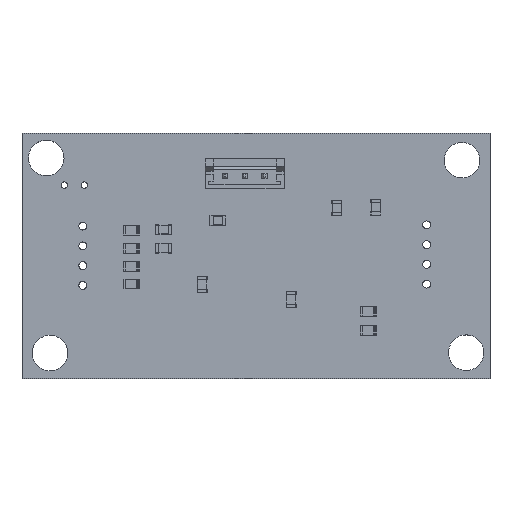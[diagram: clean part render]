
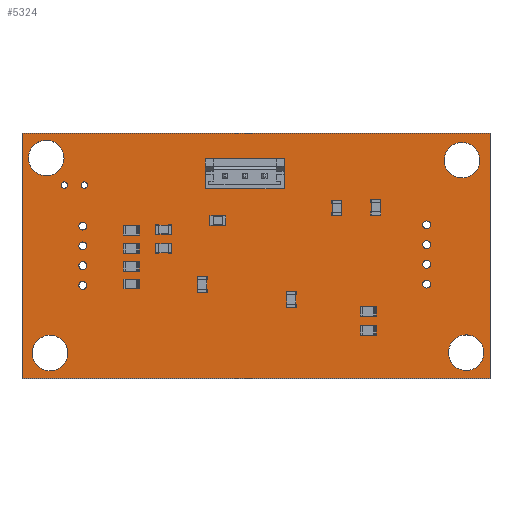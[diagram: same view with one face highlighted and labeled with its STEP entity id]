
A CAD part, top view. The second image highlights one B-rep face of the part: STEP entity #5324.
In plain terms, the highlighted planar face has unit normal (0, 0, 1).
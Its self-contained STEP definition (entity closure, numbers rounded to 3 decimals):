
#5025 = VERTEX_POINT('',#5026);
#5026 = CARTESIAN_POINT('',(202.65,-79.89,1.6));
#5032 = EDGE_CURVE('',#5025,#5033,#5035,.T.);
#5033 = VERTEX_POINT('',#5034);
#5034 = CARTESIAN_POINT('',(143.4,-79.89,1.6));
#5035 = LINE('',#5036,#5037);
#5036 = CARTESIAN_POINT('',(202.65,-79.89,1.6));
#5037 = VECTOR('',#5038,1.);
#5038 = DIRECTION('',(-1.,0.,0.));
#5065 = VERTEX_POINT('',#5066);
#5066 = CARTESIAN_POINT('',(202.65,-48.87,1.6));
#5072 = EDGE_CURVE('',#5065,#5025,#5073,.T.);
#5073 = LINE('',#5074,#5075);
#5074 = CARTESIAN_POINT('',(202.65,-48.87,1.6));
#5075 = VECTOR('',#5076,1.);
#5076 = DIRECTION('',(0.,-1.,0.));
#5094 = EDGE_CURVE('',#5033,#5095,#5097,.T.);
#5095 = VERTEX_POINT('',#5096);
#5096 = CARTESIAN_POINT('',(143.4,-48.87,1.6));
#5097 = LINE('',#5098,#5099);
#5098 = CARTESIAN_POINT('',(143.4,-79.89,1.6));
#5099 = VECTOR('',#5100,1.);
#5100 = DIRECTION('',(0.,1.,0.));
#5324 = ADVANCED_FACE('',(#5325,#5336,#5347,#5358,#5369,#5380,#5391,
    #5402,#5413,#5424,#5435,#5446,#5457,#5468,#5479,#5490,#5501,#5512),
  #5523,.T.);
#5325 = FACE_BOUND('',#5326,.T.);
#5326 = EDGE_LOOP('',(#5327,#5328,#5329,#5335));
#5327 = ORIENTED_EDGE('',*,*,#5032,.F.);
#5328 = ORIENTED_EDGE('',*,*,#5072,.F.);
#5329 = ORIENTED_EDGE('',*,*,#5330,.F.);
#5330 = EDGE_CURVE('',#5095,#5065,#5331,.T.);
#5331 = LINE('',#5332,#5333);
#5332 = CARTESIAN_POINT('',(143.4,-48.87,1.6));
#5333 = VECTOR('',#5334,1.);
#5334 = DIRECTION('',(1.,0.,0.));
#5335 = ORIENTED_EDGE('',*,*,#5094,.F.);
#5336 = FACE_BOUND('',#5337,.T.);
#5337 = EDGE_LOOP('',(#5338));
#5338 = ORIENTED_EDGE('',*,*,#5339,.F.);
#5339 = EDGE_CURVE('',#5340,#5340,#5342,.T.);
#5340 = VERTEX_POINT('',#5341);
#5341 = CARTESIAN_POINT('',(149.2,-76.67,1.6));
#5342 = CIRCLE('',#5343,2.25);
#5343 = AXIS2_PLACEMENT_3D('',#5344,#5345,#5346);
#5344 = CARTESIAN_POINT('',(146.95,-76.67,1.6));
#5345 = DIRECTION('',(0.,0.,1.));
#5346 = DIRECTION('',(1.,0.,-0.));
#5347 = FACE_BOUND('',#5348,.T.);
#5348 = EDGE_LOOP('',(#5349));
#5349 = ORIENTED_EDGE('',*,*,#5350,.T.);
#5350 = EDGE_CURVE('',#5351,#5351,#5353,.T.);
#5351 = VERTEX_POINT('',#5352);
#5352 = CARTESIAN_POINT('',(151.1,-68.595,1.6));
#5353 = CIRCLE('',#5354,0.495);
#5354 = AXIS2_PLACEMENT_3D('',#5355,#5356,#5357);
#5355 = CARTESIAN_POINT('',(151.1,-68.1,1.6));
#5356 = DIRECTION('',(-0.,0.,-1.));
#5357 = DIRECTION('',(0.,-1.,0.));
#5358 = FACE_BOUND('',#5359,.T.);
#5359 = EDGE_LOOP('',(#5360));
#5360 = ORIENTED_EDGE('',*,*,#5361,.T.);
#5361 = EDGE_CURVE('',#5362,#5362,#5364,.T.);
#5362 = VERTEX_POINT('',#5363);
#5363 = CARTESIAN_POINT('',(151.1,-66.095,1.6));
#5364 = CIRCLE('',#5365,0.495);
#5365 = AXIS2_PLACEMENT_3D('',#5366,#5367,#5368);
#5366 = CARTESIAN_POINT('',(151.1,-65.6,1.6));
#5367 = DIRECTION('',(-0.,0.,-1.));
#5368 = DIRECTION('',(0.,-1.,0.));
#5369 = FACE_BOUND('',#5370,.T.);
#5370 = EDGE_LOOP('',(#5371));
#5371 = ORIENTED_EDGE('',*,*,#5372,.F.);
#5372 = EDGE_CURVE('',#5373,#5373,#5375,.T.);
#5373 = VERTEX_POINT('',#5374);
#5374 = CARTESIAN_POINT('',(201.88,-76.62,1.6));
#5375 = CIRCLE('',#5376,2.25);
#5376 = AXIS2_PLACEMENT_3D('',#5377,#5378,#5379);
#5377 = CARTESIAN_POINT('',(199.63,-76.62,1.6));
#5378 = DIRECTION('',(0.,0.,1.));
#5379 = DIRECTION('',(1.,0.,-0.));
#5380 = FACE_BOUND('',#5381,.T.);
#5381 = EDGE_LOOP('',(#5382));
#5382 = ORIENTED_EDGE('',*,*,#5383,.T.);
#5383 = EDGE_CURVE('',#5384,#5384,#5386,.T.);
#5384 = VERTEX_POINT('',#5385);
#5385 = CARTESIAN_POINT('',(194.625,-68.435,1.6));
#5386 = CIRCLE('',#5387,0.495);
#5387 = AXIS2_PLACEMENT_3D('',#5388,#5389,#5390);
#5388 = CARTESIAN_POINT('',(194.625,-67.94,1.6));
#5389 = DIRECTION('',(-0.,0.,-1.));
#5390 = DIRECTION('',(-0.,-1.,0.));
#5391 = FACE_BOUND('',#5392,.T.);
#5392 = EDGE_LOOP('',(#5393));
#5393 = ORIENTED_EDGE('',*,*,#5394,.T.);
#5394 = EDGE_CURVE('',#5395,#5395,#5397,.T.);
#5395 = VERTEX_POINT('',#5396);
#5396 = CARTESIAN_POINT('',(194.625,-65.935,1.6));
#5397 = CIRCLE('',#5398,0.495);
#5398 = AXIS2_PLACEMENT_3D('',#5399,#5400,#5401);
#5399 = CARTESIAN_POINT('',(194.625,-65.44,1.6));
#5400 = DIRECTION('',(-0.,0.,-1.));
#5401 = DIRECTION('',(-0.,-1.,0.));
#5402 = FACE_BOUND('',#5403,.T.);
#5403 = EDGE_LOOP('',(#5404));
#5404 = ORIENTED_EDGE('',*,*,#5405,.T.);
#5405 = EDGE_CURVE('',#5406,#5406,#5408,.T.);
#5406 = VERTEX_POINT('',#5407);
#5407 = CARTESIAN_POINT('',(151.1,-63.595,1.6));
#5408 = CIRCLE('',#5409,0.495);
#5409 = AXIS2_PLACEMENT_3D('',#5410,#5411,#5412);
#5410 = CARTESIAN_POINT('',(151.1,-63.1,1.6));
#5411 = DIRECTION('',(-0.,0.,-1.));
#5412 = DIRECTION('',(0.,-1.,0.));
#5413 = FACE_BOUND('',#5414,.T.);
#5414 = EDGE_LOOP('',(#5415));
#5415 = ORIENTED_EDGE('',*,*,#5416,.T.);
#5416 = EDGE_CURVE('',#5417,#5417,#5419,.T.);
#5417 = VERTEX_POINT('',#5418);
#5418 = CARTESIAN_POINT('',(151.1,-61.095,1.6));
#5419 = CIRCLE('',#5420,0.495);
#5420 = AXIS2_PLACEMENT_3D('',#5421,#5422,#5423);
#5421 = CARTESIAN_POINT('',(151.1,-60.6,1.6));
#5422 = DIRECTION('',(-0.,0.,-1.));
#5423 = DIRECTION('',(0.,-1.,0.));
#5424 = FACE_BOUND('',#5425,.T.);
#5425 = EDGE_LOOP('',(#5426));
#5426 = ORIENTED_EDGE('',*,*,#5427,.T.);
#5427 = EDGE_CURVE('',#5428,#5428,#5430,.T.);
#5428 = VERTEX_POINT('',#5429);
#5429 = CARTESIAN_POINT('',(148.76,-55.8,1.6));
#5430 = CIRCLE('',#5431,0.4);
#5431 = AXIS2_PLACEMENT_3D('',#5432,#5433,#5434);
#5432 = CARTESIAN_POINT('',(148.76,-55.4,1.6));
#5433 = DIRECTION('',(-0.,0.,-1.));
#5434 = DIRECTION('',(-0.,-1.,0.));
#5435 = FACE_BOUND('',#5436,.T.);
#5436 = EDGE_LOOP('',(#5437));
#5437 = ORIENTED_EDGE('',*,*,#5438,.T.);
#5438 = EDGE_CURVE('',#5439,#5439,#5441,.T.);
#5439 = VERTEX_POINT('',#5440);
#5440 = CARTESIAN_POINT('',(151.3,-55.8,1.6));
#5441 = CIRCLE('',#5442,0.4);
#5442 = AXIS2_PLACEMENT_3D('',#5443,#5444,#5445);
#5443 = CARTESIAN_POINT('',(151.3,-55.4,1.6));
#5444 = DIRECTION('',(-0.,0.,-1.));
#5445 = DIRECTION('',(-0.,-1.,0.));
#5446 = FACE_BOUND('',#5447,.T.);
#5447 = EDGE_LOOP('',(#5448));
#5448 = ORIENTED_EDGE('',*,*,#5449,.F.);
#5449 = EDGE_CURVE('',#5450,#5450,#5452,.T.);
#5450 = VERTEX_POINT('',#5451);
#5451 = CARTESIAN_POINT('',(148.72,-51.98,1.6));
#5452 = CIRCLE('',#5453,2.25);
#5453 = AXIS2_PLACEMENT_3D('',#5454,#5455,#5456);
#5454 = CARTESIAN_POINT('',(146.47,-51.98,1.6));
#5455 = DIRECTION('',(0.,0.,1.));
#5456 = DIRECTION('',(1.,0.,-0.));
#5457 = FACE_BOUND('',#5458,.T.);
#5458 = EDGE_LOOP('',(#5459));
#5459 = ORIENTED_EDGE('',*,*,#5460,.T.);
#5460 = EDGE_CURVE('',#5461,#5461,#5463,.T.);
#5461 = VERTEX_POINT('',#5462);
#5462 = CARTESIAN_POINT('',(169.1,-54.725,1.6));
#5463 = CIRCLE('',#5464,0.475);
#5464 = AXIS2_PLACEMENT_3D('',#5465,#5466,#5467);
#5465 = CARTESIAN_POINT('',(169.1,-54.25,1.6));
#5466 = DIRECTION('',(-0.,0.,-1.));
#5467 = DIRECTION('',(-0.,-1.,0.));
#5468 = FACE_BOUND('',#5469,.T.);
#5469 = EDGE_LOOP('',(#5470));
#5470 = ORIENTED_EDGE('',*,*,#5471,.T.);
#5471 = EDGE_CURVE('',#5472,#5472,#5474,.T.);
#5472 = VERTEX_POINT('',#5473);
#5473 = CARTESIAN_POINT('',(171.6,-54.725,1.6));
#5474 = CIRCLE('',#5475,0.475);
#5475 = AXIS2_PLACEMENT_3D('',#5476,#5477,#5478);
#5476 = CARTESIAN_POINT('',(171.6,-54.25,1.6));
#5477 = DIRECTION('',(-0.,0.,-1.));
#5478 = DIRECTION('',(-0.,-1.,0.));
#5479 = FACE_BOUND('',#5480,.T.);
#5480 = EDGE_LOOP('',(#5481));
#5481 = ORIENTED_EDGE('',*,*,#5482,.T.);
#5482 = EDGE_CURVE('',#5483,#5483,#5485,.T.);
#5483 = VERTEX_POINT('',#5484);
#5484 = CARTESIAN_POINT('',(194.625,-63.435,1.6));
#5485 = CIRCLE('',#5486,0.495);
#5486 = AXIS2_PLACEMENT_3D('',#5487,#5488,#5489);
#5487 = CARTESIAN_POINT('',(194.625,-62.94,1.6));
#5488 = DIRECTION('',(-0.,0.,-1.));
#5489 = DIRECTION('',(-0.,-1.,0.));
#5490 = FACE_BOUND('',#5491,.T.);
#5491 = EDGE_LOOP('',(#5492));
#5492 = ORIENTED_EDGE('',*,*,#5493,.T.);
#5493 = EDGE_CURVE('',#5494,#5494,#5496,.T.);
#5494 = VERTEX_POINT('',#5495);
#5495 = CARTESIAN_POINT('',(194.625,-60.935,1.6));
#5496 = CIRCLE('',#5497,0.495);
#5497 = AXIS2_PLACEMENT_3D('',#5498,#5499,#5500);
#5498 = CARTESIAN_POINT('',(194.625,-60.44,1.6));
#5499 = DIRECTION('',(-0.,0.,-1.));
#5500 = DIRECTION('',(-0.,-1.,0.));
#5501 = FACE_BOUND('',#5502,.T.);
#5502 = EDGE_LOOP('',(#5503));
#5503 = ORIENTED_EDGE('',*,*,#5504,.T.);
#5504 = EDGE_CURVE('',#5505,#5505,#5507,.T.);
#5505 = VERTEX_POINT('',#5506);
#5506 = CARTESIAN_POINT('',(174.1,-54.725,1.6));
#5507 = CIRCLE('',#5508,0.475);
#5508 = AXIS2_PLACEMENT_3D('',#5509,#5510,#5511);
#5509 = CARTESIAN_POINT('',(174.1,-54.25,1.6));
#5510 = DIRECTION('',(-0.,0.,-1.));
#5511 = DIRECTION('',(-0.,-1.,0.));
#5512 = FACE_BOUND('',#5513,.T.);
#5513 = EDGE_LOOP('',(#5514));
#5514 = ORIENTED_EDGE('',*,*,#5515,.F.);
#5515 = EDGE_CURVE('',#5516,#5516,#5518,.T.);
#5516 = VERTEX_POINT('',#5517);
#5517 = CARTESIAN_POINT('',(201.35,-52.25,1.6));
#5518 = CIRCLE('',#5519,2.25);
#5519 = AXIS2_PLACEMENT_3D('',#5520,#5521,#5522);
#5520 = CARTESIAN_POINT('',(199.1,-52.25,1.6));
#5521 = DIRECTION('',(0.,0.,1.));
#5522 = DIRECTION('',(1.,0.,-0.));
#5523 = PLANE('',#5524);
#5524 = AXIS2_PLACEMENT_3D('',#5525,#5526,#5527);
#5525 = CARTESIAN_POINT('',(0.,0.,1.6));
#5526 = DIRECTION('',(0.,0.,1.));
#5527 = DIRECTION('',(1.,0.,-0.));
